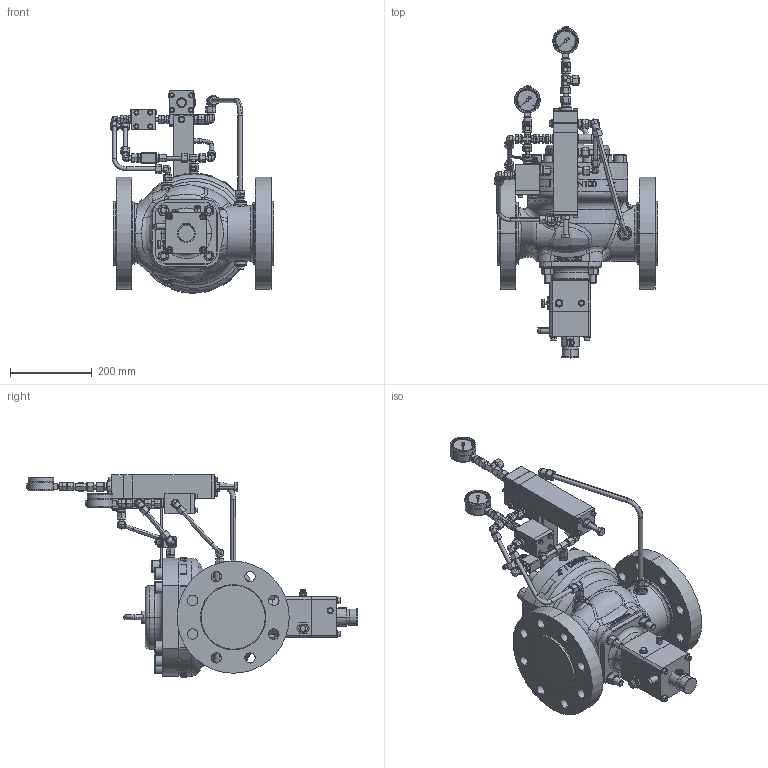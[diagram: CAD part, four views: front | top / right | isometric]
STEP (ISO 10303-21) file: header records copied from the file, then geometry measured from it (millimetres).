
FILE_DESCRIPTION (( 'STEP AP214' ), '1' );
FILE_NAME ('HON5020SSV_DN100_class600_HON630-1(MB).STEP', '2019-09-30T09:41:25', ( '' ), ( '' ), 'SwSTEP 2.0', 'SolidWorks 2017', '' );
FILE_SCHEMA (( 'AUTOMOTIVE_DESIGN' ));
Length unit declared in the file: millimetre
Products named in the file (1): HON5020SSV_DN100_class600_HON630-1(MB)
Bounding box: 401.77 x 814.17 x 496.47 mm (x, y, z)
Volume: 22658793.5 mm3; surface area: 1137157.7 mm2
Topology: 87 solids, 87 shells, 4629 faces, 11010 edges, 6773 vertices
Faces by surface type: plane 1720, cone 1134, cylinder 998, bspline 509, torus 230, sphere 38
Entity records: 288807 total; most frequent: CARTESIAN_POINT 171963, ORIENTED_EDGE 21884, DIRECTION 20421, EDGE_CURVE 10942, AXIS2_PLACEMENT_3D 8005, VERTEX_POINT 6771, EDGE_LOOP 4951, ADVANCED_FACE 4629
